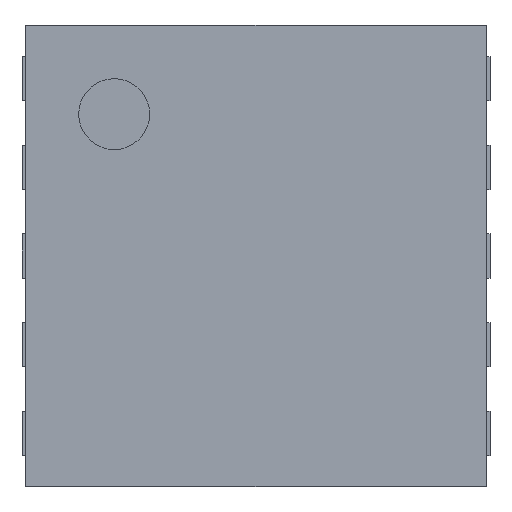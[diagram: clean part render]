
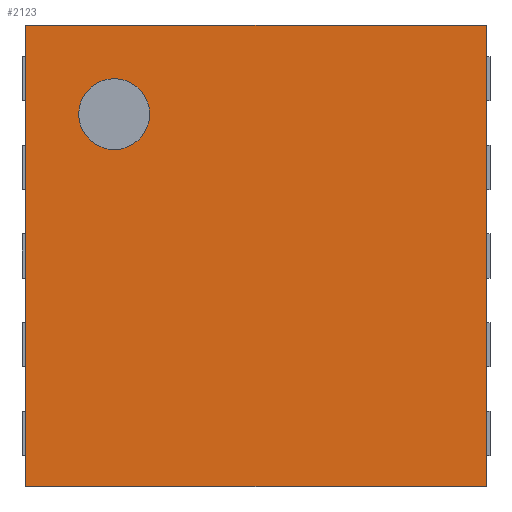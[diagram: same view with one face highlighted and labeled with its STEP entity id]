
A CAD part, top view. The second image highlights one B-rep face of the part: STEP entity #2123.
In plain terms, the highlighted planar face has unit normal (0, 0, 1).
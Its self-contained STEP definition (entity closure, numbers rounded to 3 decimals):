
#24 = VERTEX_POINT('',#25);
#25 = CARTESIAN_POINT('',(-1.3,1.3,0.5));
#32 = PLANE('',#33);
#33 = AXIS2_PLACEMENT_3D('',#34,#35,#36);
#34 = CARTESIAN_POINT('',(-1.3,1.3,0.02));
#35 = DIRECTION('',(0.,1.,0.));
#36 = DIRECTION('',(1.,0.,0.));
#44 = PLANE('',#45);
#45 = AXIS2_PLACEMENT_3D('',#46,#47,#48);
#46 = CARTESIAN_POINT('',(-1.3,-1.3,0.02));
#47 = DIRECTION('',(-1.,0.,0.));
#48 = DIRECTION('',(0.,1.,0.));
#56 = EDGE_CURVE('',#24,#57,#59,.T.);
#57 = VERTEX_POINT('',#58);
#58 = CARTESIAN_POINT('',(1.3,1.3,0.5));
#59 = SURFACE_CURVE('',#60,(#64,#71),.PCURVE_S1.);
#60 = LINE('',#61,#62);
#61 = CARTESIAN_POINT('',(-1.3,1.3,0.5));
#62 = VECTOR('',#63,1.);
#63 = DIRECTION('',(1.,0.,0.));
#64 = PCURVE('',#32,#65);
#65 = DEFINITIONAL_REPRESENTATION('',(#66),#70);
#66 = LINE('',#67,#68);
#67 = CARTESIAN_POINT('',(0.,-0.48));
#68 = VECTOR('',#69,1.);
#69 = DIRECTION('',(1.,0.));
#70 = ( GEOMETRIC_REPRESENTATION_CONTEXT(2) 
PARAMETRIC_REPRESENTATION_CONTEXT() REPRESENTATION_CONTEXT('2D SPACE',''
  ) );
#71 = PCURVE('',#72,#77);
#72 = PLANE('',#73);
#73 = AXIS2_PLACEMENT_3D('',#74,#75,#76);
#74 = CARTESIAN_POINT('',(0.,0.,0.5));
#75 = DIRECTION('',(-0.,-0.,-1.));
#76 = DIRECTION('',(-1.,0.,0.));
#77 = DEFINITIONAL_REPRESENTATION('',(#78),#82);
#78 = LINE('',#79,#80);
#79 = CARTESIAN_POINT('',(1.3,1.3));
#80 = VECTOR('',#81,1.);
#81 = DIRECTION('',(-1.,0.));
#82 = ( GEOMETRIC_REPRESENTATION_CONTEXT(2) 
PARAMETRIC_REPRESENTATION_CONTEXT() REPRESENTATION_CONTEXT('2D SPACE',''
  ) );
#100 = PLANE('',#101);
#101 = AXIS2_PLACEMENT_3D('',#102,#103,#104);
#102 = CARTESIAN_POINT('',(1.3,1.3,0.02));
#103 = DIRECTION('',(1.,0.,0.));
#104 = DIRECTION('',(0.,-1.,0.));
#167 = VERTEX_POINT('',#168);
#168 = CARTESIAN_POINT('',(-1.3,-1.3,0.5));
#182 = PLANE('',#183);
#183 = AXIS2_PLACEMENT_3D('',#184,#185,#186);
#184 = CARTESIAN_POINT('',(1.3,-1.3,0.02));
#185 = DIRECTION('',(0.,-1.,0.));
#186 = DIRECTION('',(-1.,0.,0.));
#194 = EDGE_CURVE('',#167,#24,#195,.T.);
#195 = SURFACE_CURVE('',#196,(#200,#207),.PCURVE_S1.);
#196 = LINE('',#197,#198);
#197 = CARTESIAN_POINT('',(-1.3,-1.3,0.5));
#198 = VECTOR('',#199,1.);
#199 = DIRECTION('',(0.,1.,0.));
#200 = PCURVE('',#44,#201);
#201 = DEFINITIONAL_REPRESENTATION('',(#202),#206);
#202 = LINE('',#203,#204);
#203 = CARTESIAN_POINT('',(0.,-0.48));
#204 = VECTOR('',#205,1.);
#205 = DIRECTION('',(1.,0.));
#206 = ( GEOMETRIC_REPRESENTATION_CONTEXT(2) 
PARAMETRIC_REPRESENTATION_CONTEXT() REPRESENTATION_CONTEXT('2D SPACE',''
  ) );
#207 = PCURVE('',#72,#208);
#208 = DEFINITIONAL_REPRESENTATION('',(#209),#213);
#209 = LINE('',#210,#211);
#210 = CARTESIAN_POINT('',(1.3,-1.3));
#211 = VECTOR('',#212,1.);
#212 = DIRECTION('',(0.,1.));
#213 = ( GEOMETRIC_REPRESENTATION_CONTEXT(2) 
PARAMETRIC_REPRESENTATION_CONTEXT() REPRESENTATION_CONTEXT('2D SPACE',''
  ) );
#746 = EDGE_CURVE('',#57,#747,#749,.T.);
#747 = VERTEX_POINT('',#748);
#748 = CARTESIAN_POINT('',(1.3,-1.3,0.5));
#749 = SURFACE_CURVE('',#750,(#754,#761),.PCURVE_S1.);
#750 = LINE('',#751,#752);
#751 = CARTESIAN_POINT('',(1.3,1.3,0.5));
#752 = VECTOR('',#753,1.);
#753 = DIRECTION('',(0.,-1.,0.));
#754 = PCURVE('',#100,#755);
#755 = DEFINITIONAL_REPRESENTATION('',(#756),#760);
#756 = LINE('',#757,#758);
#757 = CARTESIAN_POINT('',(0.,-0.48));
#758 = VECTOR('',#759,1.);
#759 = DIRECTION('',(1.,0.));
#760 = ( GEOMETRIC_REPRESENTATION_CONTEXT(2) 
PARAMETRIC_REPRESENTATION_CONTEXT() REPRESENTATION_CONTEXT('2D SPACE',''
  ) );
#761 = PCURVE('',#72,#762);
#762 = DEFINITIONAL_REPRESENTATION('',(#763),#767);
#763 = LINE('',#764,#765);
#764 = CARTESIAN_POINT('',(-1.3,1.3));
#765 = VECTOR('',#766,1.);
#766 = DIRECTION('',(0.,-1.));
#767 = ( GEOMETRIC_REPRESENTATION_CONTEXT(2) 
PARAMETRIC_REPRESENTATION_CONTEXT() REPRESENTATION_CONTEXT('2D SPACE',''
  ) );
#2123 = ADVANCED_FACE('',(#2124,#2150),#72,.F.);
#2124 = FACE_BOUND('',#2125,.F.);
#2125 = EDGE_LOOP('',(#2126,#2127,#2128,#2149));
#2126 = ORIENTED_EDGE('',*,*,#56,.T.);
#2127 = ORIENTED_EDGE('',*,*,#746,.T.);
#2128 = ORIENTED_EDGE('',*,*,#2129,.T.);
#2129 = EDGE_CURVE('',#747,#167,#2130,.T.);
#2130 = SURFACE_CURVE('',#2131,(#2135,#2142),.PCURVE_S1.);
#2131 = LINE('',#2132,#2133);
#2132 = CARTESIAN_POINT('',(1.3,-1.3,0.5));
#2133 = VECTOR('',#2134,1.);
#2134 = DIRECTION('',(-1.,0.,0.));
#2135 = PCURVE('',#72,#2136);
#2136 = DEFINITIONAL_REPRESENTATION('',(#2137),#2141);
#2137 = LINE('',#2138,#2139);
#2138 = CARTESIAN_POINT('',(-1.3,-1.3));
#2139 = VECTOR('',#2140,1.);
#2140 = DIRECTION('',(1.,0.));
#2141 = ( GEOMETRIC_REPRESENTATION_CONTEXT(2) 
PARAMETRIC_REPRESENTATION_CONTEXT() REPRESENTATION_CONTEXT('2D SPACE',''
  ) );
#2142 = PCURVE('',#182,#2143);
#2143 = DEFINITIONAL_REPRESENTATION('',(#2144),#2148);
#2144 = LINE('',#2145,#2146);
#2145 = CARTESIAN_POINT('',(0.,-0.48));
#2146 = VECTOR('',#2147,1.);
#2147 = DIRECTION('',(1.,0.));
#2148 = ( GEOMETRIC_REPRESENTATION_CONTEXT(2) 
PARAMETRIC_REPRESENTATION_CONTEXT() REPRESENTATION_CONTEXT('2D SPACE',''
  ) );
#2149 = ORIENTED_EDGE('',*,*,#194,.T.);
#2150 = FACE_BOUND('',#2151,.F.);
#2151 = EDGE_LOOP('',(#2152));
#2152 = ORIENTED_EDGE('',*,*,#2153,.T.);
#2153 = EDGE_CURVE('',#2154,#2154,#2156,.T.);
#2154 = VERTEX_POINT('',#2155);
#2155 = CARTESIAN_POINT('',(-0.6,0.8,0.5));
#2156 = SURFACE_CURVE('',#2157,(#2162,#2173),.PCURVE_S1.);
#2157 = CIRCLE('',#2158,0.2);
#2158 = AXIS2_PLACEMENT_3D('',#2159,#2160,#2161);
#2159 = CARTESIAN_POINT('',(-0.8,0.8,0.5));
#2160 = DIRECTION('',(0.,0.,1.));
#2161 = DIRECTION('',(1.,0.,0.));
#2162 = PCURVE('',#72,#2163);
#2163 = DEFINITIONAL_REPRESENTATION('',(#2164),#2172);
#2164 = ( BOUNDED_CURVE() B_SPLINE_CURVE(2,(#2165,#2166,#2167,#2168,
#2169,#2170,#2171),.UNSPECIFIED.,.T.,.F.) B_SPLINE_CURVE_WITH_KNOTS((1,2
    ,2,2,2,1),(-2.094,0.,2.094,4.189,
6.283,8.378),.UNSPECIFIED.) CURVE() 
GEOMETRIC_REPRESENTATION_ITEM() RATIONAL_B_SPLINE_CURVE((1.,0.5,1.,0.5,
1.,0.5,1.)) REPRESENTATION_ITEM('') );
#2165 = CARTESIAN_POINT('',(0.6,0.8));
#2166 = CARTESIAN_POINT('',(0.6,1.146));
#2167 = CARTESIAN_POINT('',(0.9,0.973));
#2168 = CARTESIAN_POINT('',(1.2,0.8));
#2169 = CARTESIAN_POINT('',(0.9,0.627));
#2170 = CARTESIAN_POINT('',(0.6,0.454));
#2171 = CARTESIAN_POINT('',(0.6,0.8));
#2172 = ( GEOMETRIC_REPRESENTATION_CONTEXT(2) 
PARAMETRIC_REPRESENTATION_CONTEXT() REPRESENTATION_CONTEXT('2D SPACE',''
  ) );
#2173 = PCURVE('',#2174,#2179);
#2174 = CYLINDRICAL_SURFACE('',#2175,0.2);
#2175 = AXIS2_PLACEMENT_3D('',#2176,#2177,#2178);
#2176 = CARTESIAN_POINT('',(-0.8,0.8,0.5));
#2177 = DIRECTION('',(0.,0.,1.));
#2178 = DIRECTION('',(1.,0.,0.));
#2179 = DEFINITIONAL_REPRESENTATION('',(#2180),#2184);
#2180 = LINE('',#2181,#2182);
#2181 = CARTESIAN_POINT('',(0.,0.));
#2182 = VECTOR('',#2183,1.);
#2183 = DIRECTION('',(1.,0.));
#2184 = ( GEOMETRIC_REPRESENTATION_CONTEXT(2) 
PARAMETRIC_REPRESENTATION_CONTEXT() REPRESENTATION_CONTEXT('2D SPACE',''
  ) );
